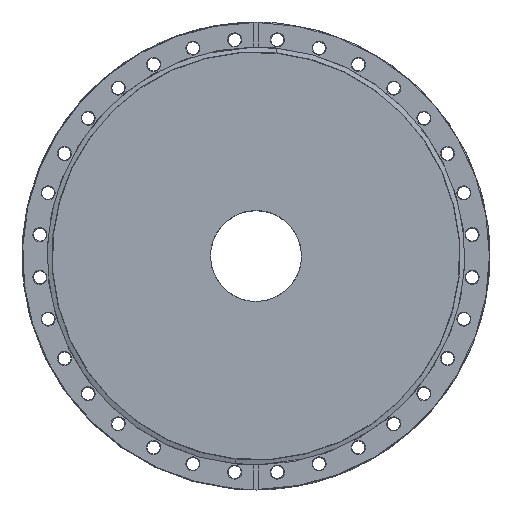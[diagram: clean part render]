
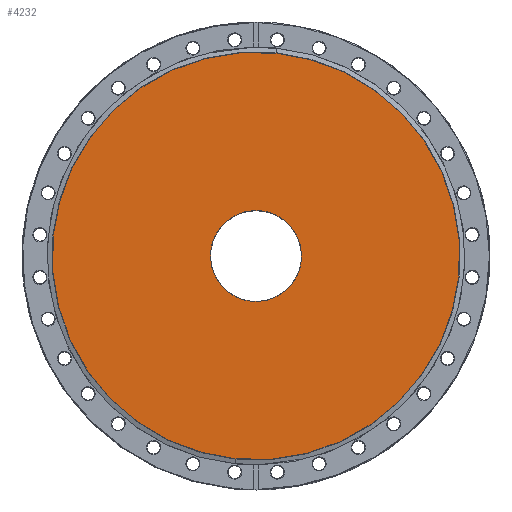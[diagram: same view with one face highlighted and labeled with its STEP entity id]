
A CAD part, top view. The second image highlights one B-rep face of the part: STEP entity #4232.
In plain terms, the highlighted face is planar.
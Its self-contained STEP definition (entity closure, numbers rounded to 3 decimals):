
#484 = CARTESIAN_POINT ( 'NONE',  ( 0., 24.7, 0. ) ) ;
#863 = EDGE_CURVE ( 'NONE', #5033, #7087, #8091, .T. ) ;
#1547 = CARTESIAN_POINT ( 'NONE',  ( 0., 24.7, -133.263 ) ) ;
#1679 = DIRECTION ( 'NONE',  ( 0., -1., 0. ) ) ;
#1799 = DIRECTION ( 'NONE',  ( 0., -1., 0. ) ) ;
#2152 = DIRECTION ( 'NONE',  ( 0., -1., 0. ) ) ;
#2208 = CARTESIAN_POINT ( 'NONE',  ( 0., 24.7, 29.75 ) ) ;
#2343 = CARTESIAN_POINT ( 'NONE',  ( 0., 24.7, 0. ) ) ;
#2788 = ORIENTED_EDGE ( 'NONE', *, *, #5041, .F. ) ;
#2861 = EDGE_CURVE ( 'NONE', #5124, #5020, #3022, .T. ) ;
#2942 = CARTESIAN_POINT ( 'NONE',  ( 0., 24.7, 0. ) ) ;
#3022 = CIRCLE ( 'NONE', #6711, 133.263 ) ;
#3415 = AXIS2_PLACEMENT_3D ( 'NONE', #5823, #2152, #4422 ) ;
#3891 = DIRECTION ( 'NONE',  ( 0., 0., -1. ) ) ;
#3920 = EDGE_CURVE ( 'NONE', #7087, #5033, #8830, .T. ) ;
#4050 = EDGE_LOOP ( 'NONE', ( #2788, #8050 ) ) ;
#4232 = ADVANCED_FACE ( 'NONE', ( #8895, #8084 ), #6533, .F. ) ;
#4257 = CARTESIAN_POINT ( 'NONE',  ( 0., 24.7, 133.263 ) ) ;
#4422 = DIRECTION ( 'NONE',  ( 0., 0., -1. ) ) ;
#4478 = DIRECTION ( 'NONE',  ( 0., 0., -1. ) ) ;
#4894 = ORIENTED_EDGE ( 'NONE', *, *, #863, .T. ) ;
#5020 = VERTEX_POINT ( 'NONE', #4257 ) ;
#5033 = VERTEX_POINT ( 'NONE', #2208 ) ;
#5041 = EDGE_CURVE ( 'NONE', #5020, #5124, #8028, .T. ) ;
#5124 = VERTEX_POINT ( 'NONE', #1547 ) ;
#5136 = AXIS2_PLACEMENT_3D ( 'NONE', #2942, #5882, #6600 ) ;
#5343 = EDGE_LOOP ( 'NONE', ( #6836, #4894 ) ) ;
#5823 = CARTESIAN_POINT ( 'NONE',  ( -133.263, 24.7, 0. ) ) ;
#5882 = DIRECTION ( 'NONE',  ( 0., -1., 0. ) ) ;
#6081 = AXIS2_PLACEMENT_3D ( 'NONE', #484, #1799, #7086 ) ;
#6533 = PLANE ( 'NONE',  #3415 ) ;
#6600 = DIRECTION ( 'NONE',  ( 0., 0., -1. ) ) ;
#6711 = AXIS2_PLACEMENT_3D ( 'NONE', #8315, #1679, #3891 ) ;
#6836 = ORIENTED_EDGE ( 'NONE', *, *, #3920, .T. ) ;
#7086 = DIRECTION ( 'NONE',  ( 0., 0., -1. ) ) ;
#7087 = VERTEX_POINT ( 'NONE', #8665 ) ;
#7453 = DIRECTION ( 'NONE',  ( 0., -1., 0. ) ) ;
#8028 = CIRCLE ( 'NONE', #8201, 133.263 ) ;
#8050 = ORIENTED_EDGE ( 'NONE', *, *, #2861, .F. ) ;
#8084 = FACE_OUTER_BOUND ( 'NONE', #4050, .T. ) ;
#8091 = CIRCLE ( 'NONE', #6081, 29.75 ) ;
#8201 = AXIS2_PLACEMENT_3D ( 'NONE', #2343, #7453, #4478 ) ;
#8315 = CARTESIAN_POINT ( 'NONE',  ( 0., 24.7, 0. ) ) ;
#8665 = CARTESIAN_POINT ( 'NONE',  ( 0., 24.7, -29.75 ) ) ;
#8830 = CIRCLE ( 'NONE', #5136, 29.75 ) ;
#8895 = FACE_BOUND ( 'NONE', #5343, .T. ) ;
